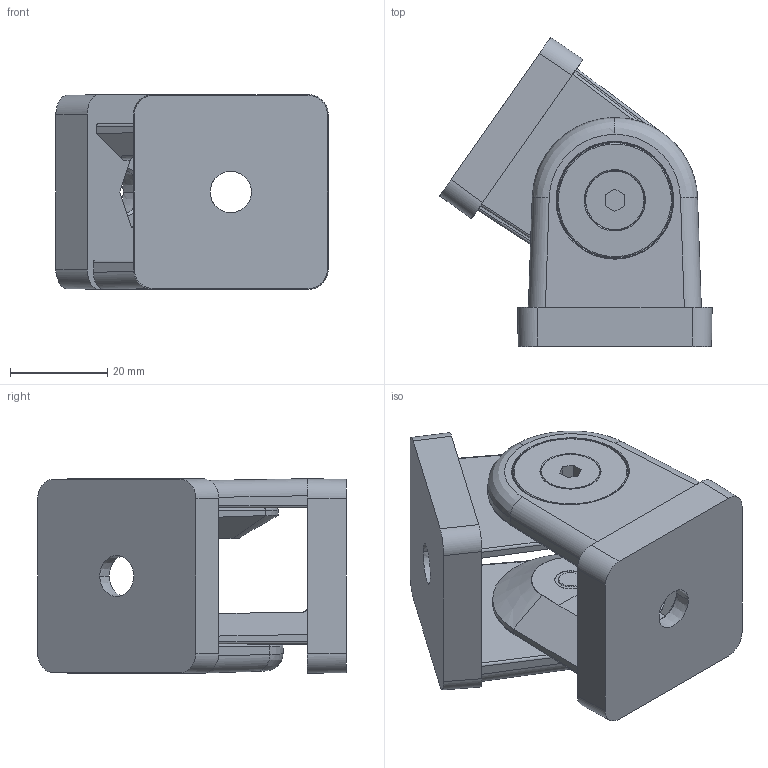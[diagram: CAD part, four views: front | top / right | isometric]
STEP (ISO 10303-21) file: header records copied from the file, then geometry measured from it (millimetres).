
FILE_DESCRIPTION((''),'2;1');
FILE_NAME('11150_ZGLOB_AL_40X40_ASM','2022-09-16T14:00:28',('PredragRovcanin'),('Audax d.o.o.'),'CREO PARAMETRIC BY PTC INC, 2020281','CREO PARAMETRIC BY PTC INC, 2020281','');
FILE_SCHEMA(('AUTOMOTIVE_DESIGN { 1 0 10303 214 1 1 1 1 }'));
Length unit declared in the file: millimetre
Products named in the file (4): 11150_ZGLOB_AL_40X40_B; 11150_ZGLOB_AL_40X40_C; 11150_ZGLOB_AL_40X40_D; 11150_ZGLOB_AL_40X40_ASM
Assembly tree (6 placements, depth 2):
  11150_ZGLOB_AL_40X40_ASM
    11150_ZGLOB_AL_40X40_B  x2
    11150_ZGLOB_AL_40X40_C  x2
    11150_ZGLOB_AL_40X40_D  x2
Bounding box: 55.97 x 63.48 x 40 mm (x, y, z)
Volume: 47230.6 mm3; surface area: 22279.2 mm2
Topology: 6 solids, 6 shells, 290 faces, 683 edges, 422 vertices
Faces by surface type: plane 112, cylinder 92, torus 40, cone 36, bspline 10
Entity records: 7209 total; most frequent: CARTESIAN_POINT 1280, DIRECTION 733, ORIENTED_EDGE 682, PRESENTATION_STYLE_ASSIGNMENT 399, STYLED_ITEM 348, CURVE_STYLE 345, EDGE_CURVE 341, COLOUR_RGB 328
